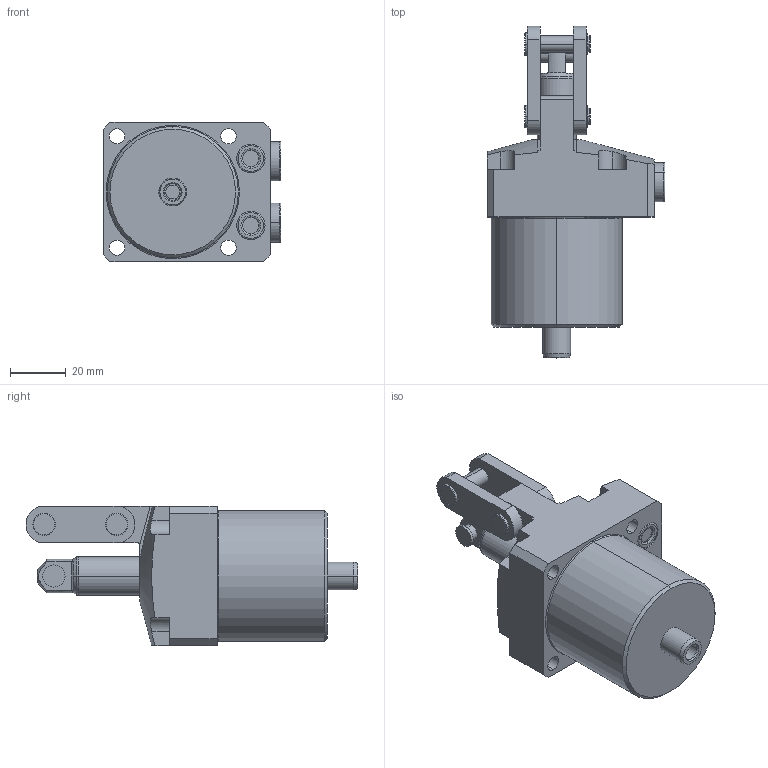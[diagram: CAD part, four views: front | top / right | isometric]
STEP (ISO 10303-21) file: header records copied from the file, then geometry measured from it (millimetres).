
FILE_DESCRIPTION (( 'STEP AP203' ), '1' );
FILE_NAME ('CLU04-LE.step', '2014-10-03T01:52:03', ( 'pascal' ), ( 'Hewlett-Packard Company' ), 'SwSTEP 2.0', 'SolidWorks 2012', '' );
FILE_SCHEMA (( 'CONFIG_CONTROL_DESIGN' ));
Length unit declared in the file: millimetre
Products named in the file (5): CLU04-LE; CLU04-E_PLUG; CLU04-E_LINK; CLU04-E_ROD; CLU04-LE_BODY
Assembly tree (5 placements, depth 2):
  CLU04-LE
    CLU04-LE_BODY
    CLU04-E_ROD
    CLU04-E_LINK
    CLU04-E_PLUG  x2
Bounding box: 63.8 x 118.97 x 50 mm (x, y, z)
Volume: 148838.2 mm3; surface area: 31584.6 mm2
Topology: 5 solids, 7 shells, 299 faces, 709 edges, 452 vertices
Faces by surface type: cylinder 126, plane 116, torus 34, cone 23
Entity records: 8922 total; most frequent: CARTESIAN_POINT 1678, DIRECTION 1513, ORIENTED_EDGE 1326, EDGE_CURVE 663, AXIS2_PLACEMENT_3D 609, VERTEX_POINT 424, EDGE_LOOP 325, CIRCLE 324
